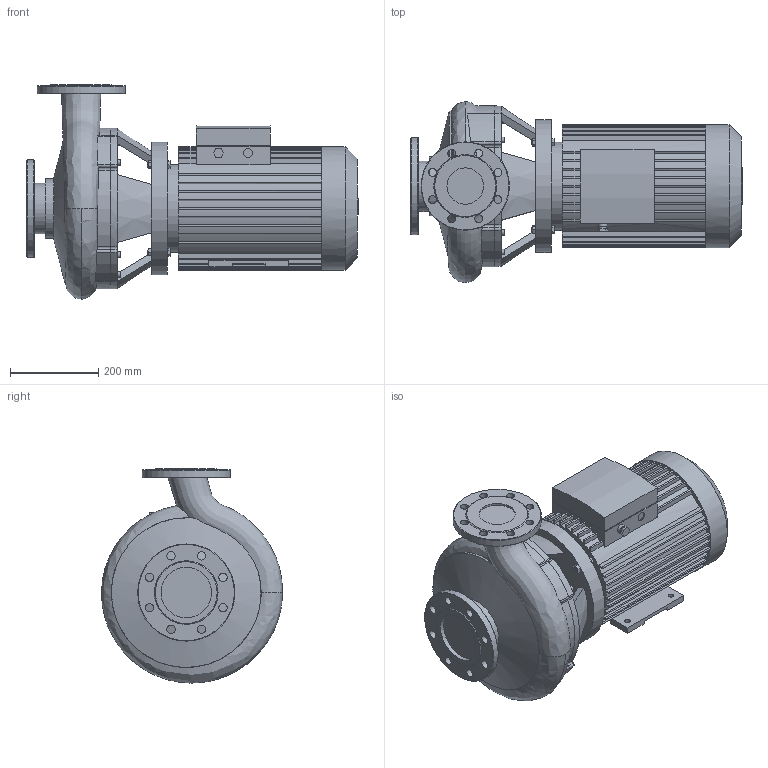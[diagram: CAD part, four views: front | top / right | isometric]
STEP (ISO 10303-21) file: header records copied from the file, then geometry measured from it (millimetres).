
FILE_DESCRIPTION(/* description */ (''),/* implementation_level */ '2;1');
FILE_NAME(/* name */ '3d_BL80_250-5_5_4-2121102.stp',/* time_stamp */ '2017-11-06T15:09:31+01:00',/* author */ ('Andrzej'),/* organization */ (''),/* preprocessor_version */ 'ST-DEVELOPER v16.13',/* originating_system */ 'AutoCAD Mechanical',/* authorisation */ '');
FILE_SCHEMA (('AUTOMOTIVE_DESIGN { 1 0 10303 214 3 1 1 }'));
Length unit declared in the file: millimetre
Products named in the file (1): Product
Bounding box: 751.5 x 410.01 x 485 mm (x, y, z)
Volume: 46094424.1 mm3; surface area: 1895931.7 mm2
Topology: 10 solids, 10 shells, 563 faces, 1482 edges, 963 vertices
Faces by surface type: plane 326, cylinder 187, bspline 30, cone 16, torus 4
Full cylindrical faces by diameter (mm): 10 x4, 12 x4, 13 x8, 16 x1, 18 x8, 19 x8, 20 x4, 80 x1, 82.5 x1, 114.3 x2, 134.3 x1, 199 x1, 200 x1, 220 x1, 279 x1, 300 x1
Entity records: 21307 total; most frequent: CARTESIAN_POINT 7390, DIRECTION 2862, ORIENTED_EDGE 2824, EDGE_CURVE 1412, AXIS2_PLACEMENT_3D 1003, VERTEX_POINT 952, LINE 856, VECTOR 856
